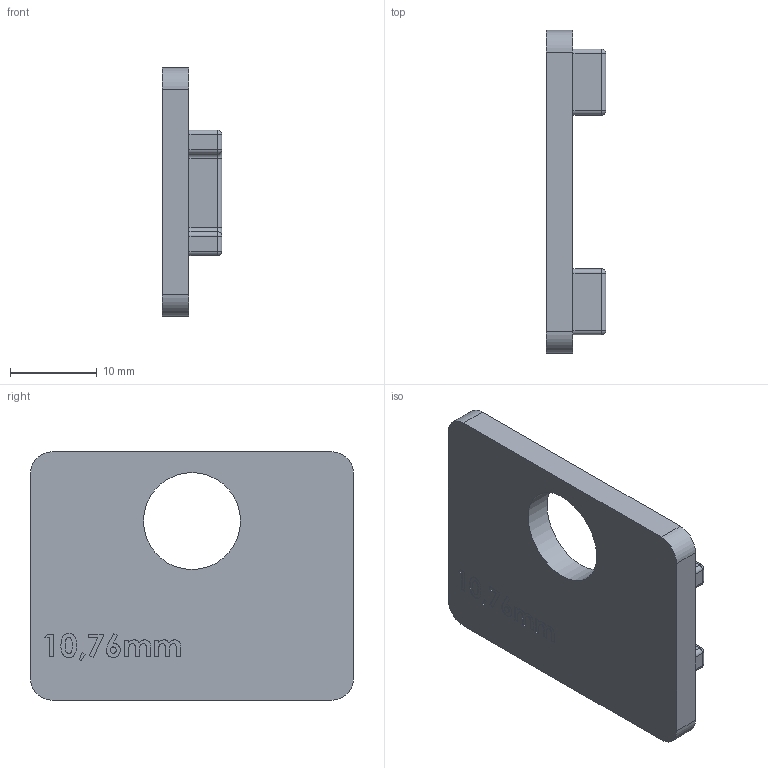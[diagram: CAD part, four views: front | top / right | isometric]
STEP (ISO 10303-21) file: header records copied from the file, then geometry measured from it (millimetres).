
FILE_DESCRIPTION (( 'STEP AP203' ), '1' );
FILE_NAME ('2411-GU.step', '2021-11-25T07:53:03', ( '' ), ( '' ), 'SwSTEP 2.0', 'SolidWorks 2018', '' );
FILE_SCHEMA (( 'CONFIG_CONTROL_DESIGN' ));
Length unit declared in the file: millimetre
Products named in the file (2): 2411-GU
Bounding box: 6.9 x 37.3 x 28.7 mm (x, y, z)
Volume: 3440.4 mm3; surface area: 2840 mm2
Topology: 1 solids, 1 shells, 499 faces, 1308 edges, 840 vertices
Faces by surface type: plane 263, bspline 159, cylinder 53, sphere 16, torus 8
Full cylindrical faces by diameter (mm): 11.2 x1
Entity records: 23592 total; most frequent: CARTESIAN_POINT 12255, ORIENTED_EDGE 2582, DIRECTION 1771, EDGE_CURVE 1291, LINE 859, VECTOR 859, VERTEX_POINT 840, EDGE_LOOP 547
